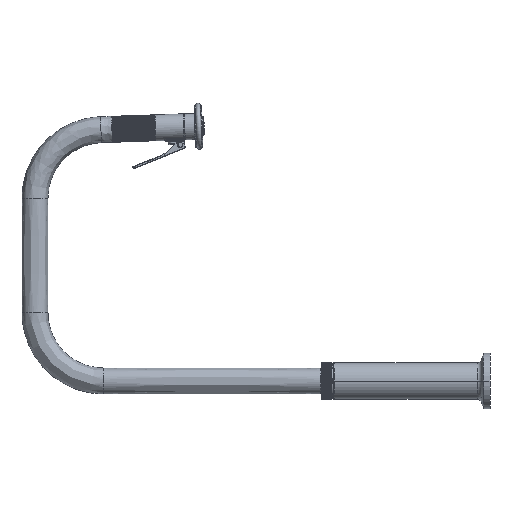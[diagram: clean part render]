
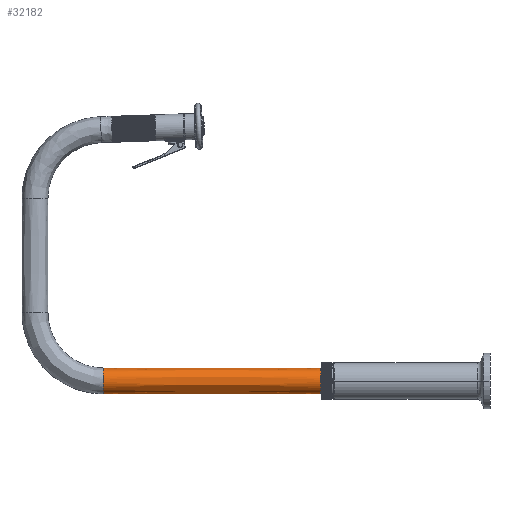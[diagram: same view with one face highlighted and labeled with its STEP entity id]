
A CAD part, left-side view. The second image highlights one B-rep face of the part: STEP entity #32182.
In plain terms, the highlighted free-form (B-spline) face has degree [3, 3] with [10, 4] control points.
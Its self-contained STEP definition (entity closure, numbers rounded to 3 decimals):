
#31387=CARTESIAN_POINT('',(0.,16.42,-0.57));
#31388=CARTESIAN_POINT('',(-0.119,16.42,-0.57));
#31389=CARTESIAN_POINT('',(-0.358,16.42,-0.492));
#31390=CARTESIAN_POINT('',(-0.579,16.42,-0.188));
#31391=CARTESIAN_POINT('',(-0.579,16.42,0.188));
#31392=CARTESIAN_POINT('',(-0.358,16.42,0.492));
#31393=CARTESIAN_POINT('',(-0.119,16.42,0.57));
#31394=CARTESIAN_POINT('',(0.,16.42,0.57));
#31441=DIRECTION('',(0.,1.,0.));
#31442=VECTOR('',#31441,9.545);
#31443=CARTESIAN_POINT('',(0.,6.875,-0.57));
#31444=LINE('',#31443,#31442);
#31445=CARTESIAN_POINT('',(0.,6.875,0.57));
#31452=CARTESIAN_POINT('',(0.,6.875,-0.57));
#31454=CARTESIAN_POINT('',(0.,6.875,-0.57));
#31455=CARTESIAN_POINT('',(-0.119,6.875,-0.57));
#31456=CARTESIAN_POINT('',(-0.358,6.875,-0.492));
#31457=CARTESIAN_POINT('',(-0.579,6.875,-0.188));
#31458=CARTESIAN_POINT('',(-0.579,6.875,0.188));
#31459=CARTESIAN_POINT('',(-0.358,6.875,0.492));
#31460=CARTESIAN_POINT('',(-0.119,6.875,0.57));
#31461=CARTESIAN_POINT('',(0.,6.875,0.57));
#31463=DIRECTION('',(0.,1.,0.));
#31464=VECTOR('',#31463,9.545);
#31465=CARTESIAN_POINT('',(0.,6.875,0.57));
#31466=LINE('',#31465,#31464);
#31467=CARTESIAN_POINT('',(0.,16.42,0.57));
#31474=CARTESIAN_POINT('',(0.,16.42,-0.57));
#31548=VERTEX_POINT('',#31445);
#31549=VERTEX_POINT('',#31452);
#31550=VERTEX_POINT('',#31467);
#31551=VERTEX_POINT('',#31474);
#32132=CARTESIAN_POINT('',(0.02,6.684,-0.57));
#32133=CARTESIAN_POINT('',(0.02,9.993,
-0.57));
#32134=CARTESIAN_POINT('',(0.02,13.302,-0.57));
#32135=CARTESIAN_POINT('',(0.02,16.611,-0.57));
#32136=CARTESIAN_POINT('',(0.013,6.684,-0.57));
#32137=CARTESIAN_POINT('',(0.013,9.993,
-0.57));
#32138=CARTESIAN_POINT('',(0.013,13.302,-0.57));
#32139=CARTESIAN_POINT('',(0.013,16.611,-0.57));
#32140=CARTESIAN_POINT('',(-0.113,6.684,-0.572));
#32141=CARTESIAN_POINT('',(-0.113,9.993,
-0.572));
#32142=CARTESIAN_POINT('',(-0.113,13.302,-0.572));
#32143=CARTESIAN_POINT('',(-0.113,16.611,-0.572));
#32144=CARTESIAN_POINT('',(-0.358,6.684,-0.492));
#32145=CARTESIAN_POINT('',(-0.358,9.993,
-0.492));
#32146=CARTESIAN_POINT('',(-0.358,13.302,-0.492));
#32147=CARTESIAN_POINT('',(-0.358,16.611,-0.492));
#32148=CARTESIAN_POINT('',(-0.579,6.684,-0.188));
#32149=CARTESIAN_POINT('',(-0.579,9.993,
-0.188));
#32150=CARTESIAN_POINT('',(-0.579,13.302,-0.188));
#32151=CARTESIAN_POINT('',(-0.579,16.611,-0.188));
#32152=CARTESIAN_POINT('',(-0.579,6.684,0.188));
#32153=CARTESIAN_POINT('',(-0.579,9.993,
0.188));
#32154=CARTESIAN_POINT('',(-0.579,13.302,0.188));
#32155=CARTESIAN_POINT('',(-0.579,16.611,0.188));
#32156=CARTESIAN_POINT('',(-0.358,6.684,0.492));
#32157=CARTESIAN_POINT('',(-0.358,9.993,
0.492));
#32158=CARTESIAN_POINT('',(-0.358,13.302,0.492));
#32159=CARTESIAN_POINT('',(-0.358,16.611,0.492));
#32160=CARTESIAN_POINT('',(-0.113,6.684,0.572));
#32161=CARTESIAN_POINT('',(-0.113,9.993,
0.572));
#32162=CARTESIAN_POINT('',(-0.113,13.302,0.572));
#32163=CARTESIAN_POINT('',(-0.113,16.611,0.572));
#32164=CARTESIAN_POINT('',(0.013,6.684,0.57));
#32165=CARTESIAN_POINT('',(0.013,9.993,
0.57));
#32166=CARTESIAN_POINT('',(0.013,13.302,0.57));
#32167=CARTESIAN_POINT('',(0.013,16.611,0.57));
#32168=CARTESIAN_POINT('',(0.02,6.684,0.57));
#32169=CARTESIAN_POINT('',(0.02,9.993,
0.57));
#32170=CARTESIAN_POINT('',(0.02,13.302,0.57));
#32171=CARTESIAN_POINT('',(0.02,16.611,0.57));
#32172=B_SPLINE_SURFACE_WITH_KNOTS('',3,3,((#32132,#32133,#32134,#32135),
(#32136,#32137,#32138,#32139),(#32140,#32141,#32142,#32143),(#32144,#32145,
#32146,#32147),(#32148,#32149,#32150,#32151),(#32152,#32153,#32154,#32155),(
#32156,#32157,#32158,#32159),(#32160,#32161,#32162,#32163),(#32164,#32165,
#32166,#32167),(#32168,#32169,#32170,#32171)),.UNSPECIFIED.,.F.,.F.,.F.,(4,1,1,
1,1,1,1,4),(4,4),(0.494,0.5,0.6,0.7,0.8,0.9,1.,
1.006),(-0.02,1.02),.UNSPECIFIED.);
#32174=ORIENTED_EDGE('',*,*,#32173,.F.);
#32176=ORIENTED_EDGE('',*,*,#32175,.T.);
#32177=ORIENTED_EDGE('',*,*,#32122,.T.);
#32179=ORIENTED_EDGE('',*,*,#32178,.F.);
#32180=EDGE_LOOP('',(#32174,#32176,#32177,#32179));
#32181=FACE_OUTER_BOUND('',#32180,.F.);
#32182=ADVANCED_FACE('',(#32181),#32172,.T.);
#31395=B_SPLINE_CURVE_WITH_KNOTS('',3,(#31387,#31388,#31389,#31390,#31391,
#31392,#31393,#31394),.UNSPECIFIED.,.F.,.F.,(4,1,1,1,1,4),(0.,0.2,0.4,
0.6,0.8,1.),.UNSPECIFIED.);
#31462=B_SPLINE_CURVE_WITH_KNOTS('',3,(#31454,#31455,#31456,#31457,#31458,
#31459,#31460,#31461),.UNSPECIFIED.,.F.,.F.,(4,1,1,1,1,4),(0.,0.2,0.4,
0.6,0.8,1.),.UNSPECIFIED.);
#32122=EDGE_CURVE('',#31551,#31550,#31395,.T.);
#32173=EDGE_CURVE('',#31549,#31548,#31462,.T.);
#32175=EDGE_CURVE('',#31549,#31551,#31444,.T.);
#32178=EDGE_CURVE('',#31548,#31550,#31466,.T.);
